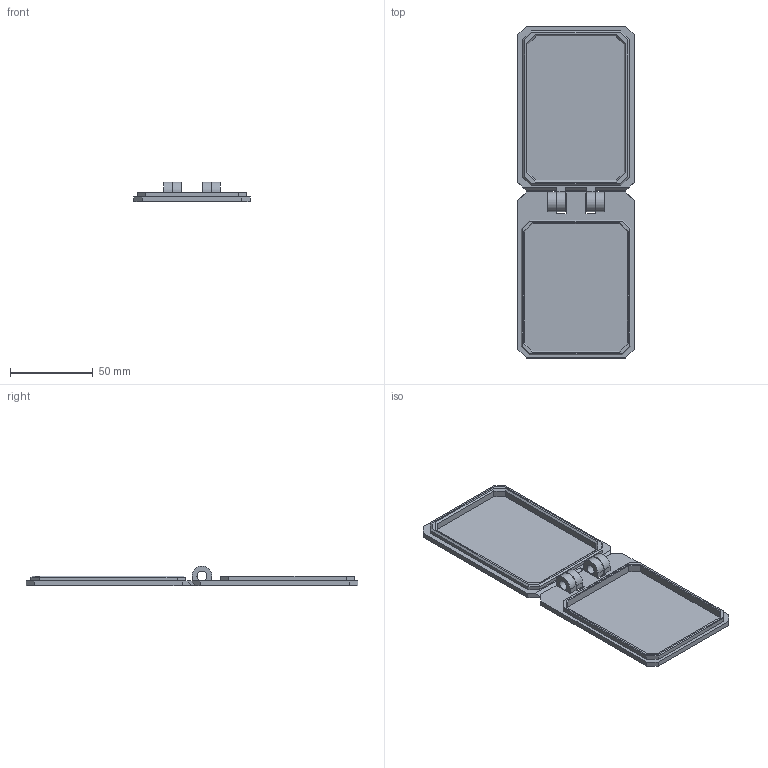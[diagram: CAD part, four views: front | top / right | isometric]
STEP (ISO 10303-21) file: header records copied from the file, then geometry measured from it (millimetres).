
FILE_DESCRIPTION(('STEP AP242'), '1');
FILE_NAME('AssemblySaltShakerCover', '', ('UNSPECIFIED'), ('UNSPECIFIED'), 'C3D Converter', 'C3D Toolkit', '');
FILE_SCHEMA(('AP242_MANAGED_MODEL_BASED_3D_ENGINEERING_MIM_LF { 1 0 10303 442 1 1 4 }'));
Length unit declared in the file: millimetre
Assembly tree (2 placements, depth 2):
  (unnamed)
    (unnamed)
    (unnamed)
Bounding box: 70 x 200 x 12 mm (x, y, z)
Volume: 27062.3 mm3; surface area: 34843.2 mm2
Topology: 2 solids, 2 shells, 128 faces, 332 edges, 210 vertices
Faces by surface type: plane 120, cylinder 8
Full cylindrical faces by diameter (mm): 6 x4
Entity records: 3941 total; most frequent: CARTESIAN_POINT 669, ORIENTED_EDGE 656, DIRECTION 608, EDGE_CURVE 328, LINE 310, VECTOR 310, VERTEX_POINT 210, AXIS2_PLACEMENT_3D 149
